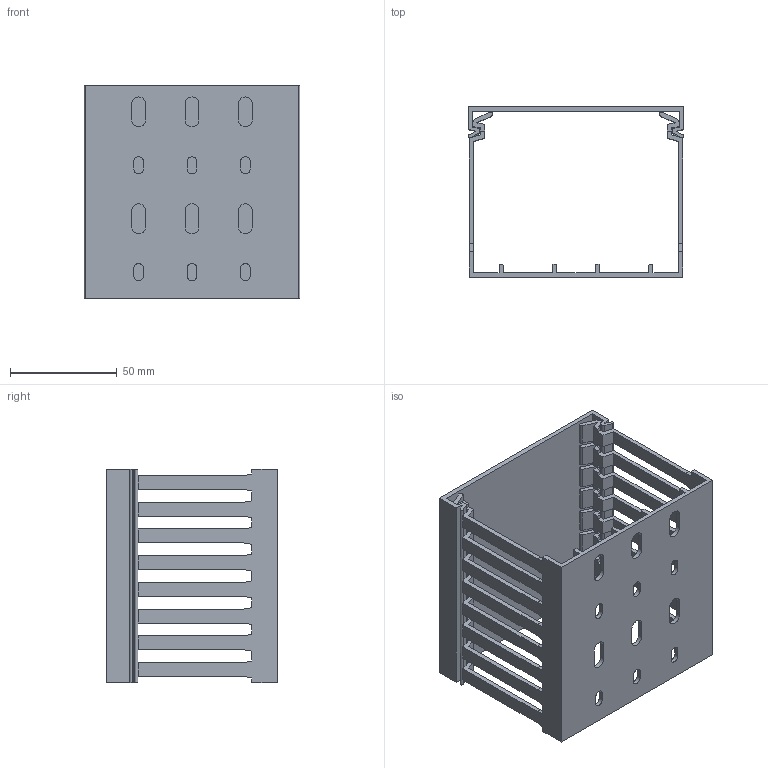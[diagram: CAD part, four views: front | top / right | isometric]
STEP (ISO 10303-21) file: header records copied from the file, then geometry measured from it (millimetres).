
FILE_DESCRIPTION((''),'2;1');
FILE_NAME('HA780100_ASM','2022-03-23T15:51:48',('pfeiferc'),(''),'CREO PARAMETRIC BY PTC INC, 2021184','CREO PARAMETRIC BY PTC INC, 2021184','');
FILE_SCHEMA(('AUTOMOTIVE_DESIGN { 1 0 10303 214 1 1 1 1 }'));
Length unit declared in the file: millimetre
Products named in the file (3): PROXY_12215-M; PROXY_01411-M; HA780100_ASM
Assembly tree (2 placements, depth 2):
  HA780100_ASM
    PROXY_12215-M
    PROXY_01411-M
Bounding box: 101 x 80 x 100 mm (x, y, z)
Volume: 73775.4 mm3; surface area: 78231 mm2
Topology: 2 solids, 2 shells, 400 faces, 1188 edges, 792 vertices
Faces by surface type: plane 338, cylinder 62
Entity records: 18666 total; most frequent: CARTESIAN_POINT 2535, ORIENTED_EDGE 2376, DIRECTION 2342, EDGE_CURVE 1188, PRESENTATION_STYLE_ASSIGNMENT 1144, STYLED_ITEM 1144, CURVE_STYLE 1143, VECTOR 1075
